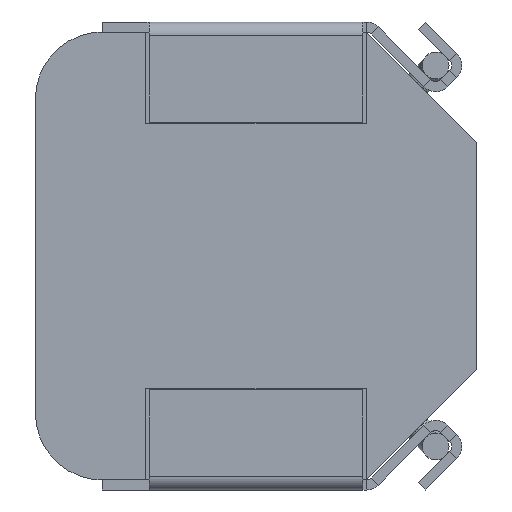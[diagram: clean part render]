
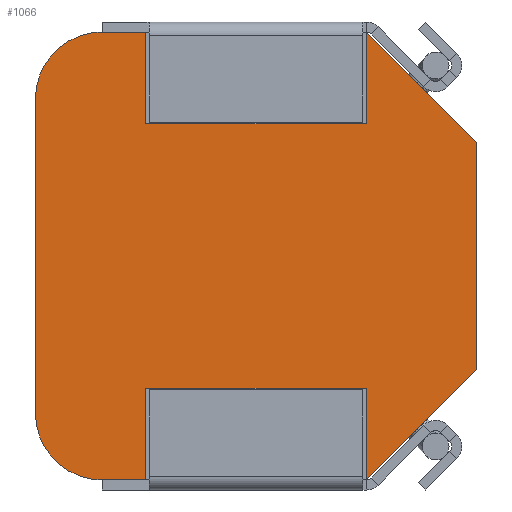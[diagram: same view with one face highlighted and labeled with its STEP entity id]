
A CAD part, front view. The second image highlights one B-rep face of the part: STEP entity #1066.
In plain terms, the highlighted planar face has unit normal (0, -1, 0).
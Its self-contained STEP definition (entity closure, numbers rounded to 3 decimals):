
#45 = VERTEX_POINT ( 'NONE', #1682 ) ;
#82 = ORIENTED_EDGE ( 'NONE', *, *, #339, .F. ) ;
#144 = VECTOR ( 'NONE', #1120, 1000. ) ;
#176 = EDGE_CURVE ( 'NONE', #2437, #754, #1583, .T. ) ;
#208 = VECTOR ( 'NONE', #2549, 1000. ) ;
#224 = ORIENTED_EDGE ( 'NONE', *, *, #1136, .T. ) ;
#236 = ORIENTED_EDGE ( 'NONE', *, *, #3551, .T. ) ;
#260 = LINE ( 'NONE', #3636, #3481 ) ;
#339 = EDGE_CURVE ( 'NONE', #3767, #45, #3287, .T. ) ;
#352 = DIRECTION ( 'NONE',  ( -0.707, 0., 0.707 ) ) ;
#402 = CARTESIAN_POINT ( 'NONE',  ( -1.65, 0.05, -3.35 ) ) ;
#405 = VECTOR ( 'NONE', #352, 1000. ) ;
#447 = EDGE_CURVE ( 'NONE', #901, #3457, #1578, .T. ) ;
#484 = CARTESIAN_POINT ( 'NONE',  ( 0., 0.05, 0. ) ) ;
#514 = ORIENTED_EDGE ( 'NONE', *, *, #447, .F. ) ;
#582 = CARTESIAN_POINT ( 'NONE',  ( -1.65, 0.05, -1.979 ) ) ;
#637 = EDGE_CURVE ( 'NONE', #2673, #1337, #260, .T. ) ;
#735 = LINE ( 'NONE', #2234, #405 ) ;
#742 = EDGE_CURVE ( 'NONE', #754, #2302, #3716, .T. ) ;
#754 = VERTEX_POINT ( 'NONE', #2863 ) ;
#773 = CARTESIAN_POINT ( 'NONE',  ( 3.3, 0.05, -1.7 ) ) ;
#780 = EDGE_CURVE ( 'NONE', #2673, #3125, #735, .T. ) ;
#785 = CARTESIAN_POINT ( 'NONE',  ( -3.3, 0.05, -3.35 ) ) ;
#794 = VECTOR ( 'NONE', #2825, 1000. ) ;
#806 = CARTESIAN_POINT ( 'NONE',  ( 1.65, 0.05, 1.979 ) ) ;
#826 = DIRECTION ( 'NONE',  ( 0.707, 0., 0.707 ) ) ;
#899 = VECTOR ( 'NONE', #3880, 1000. ) ;
#901 = VERTEX_POINT ( 'NONE', #1347 ) ;
#919 = CARTESIAN_POINT ( 'NONE',  ( -3.3, 0.05, 2.35 ) ) ;
#1065 = DIRECTION ( 'NONE',  ( 0., 0., 1. ) ) ;
#1066 = ADVANCED_FACE ( 'NONE', ( #1984 ), #3909, .F. ) ;
#1091 = ORIENTED_EDGE ( 'NONE', *, *, #3499, .F. ) ;
#1120 = DIRECTION ( 'NONE',  ( 0., 0., 1. ) ) ;
#1136 = EDGE_CURVE ( 'NONE', #2437, #1337, #3987, .T. ) ;
#1165 = CIRCLE ( 'NONE', #2368, 1. ) ;
#1166 = CARTESIAN_POINT ( 'NONE',  ( -2.3, 0.05, -2.35 ) ) ;
#1168 = DIRECTION ( 'NONE',  ( 0., 0., -1. ) ) ;
#1225 = DIRECTION ( 'NONE',  ( 0., 0., -1. ) ) ;
#1266 = DIRECTION ( 'NONE',  ( 0., 0., 1. ) ) ;
#1286 = ORIENTED_EDGE ( 'NONE', *, *, #3519, .F. ) ;
#1337 = VERTEX_POINT ( 'NONE', #773 ) ;
#1347 = CARTESIAN_POINT ( 'NONE',  ( -3.3, 0.05, -2.35 ) ) ;
#1390 = LINE ( 'NONE', #3100, #2820 ) ;
#1416 = LINE ( 'NONE', #1883, #2713 ) ;
#1457 = DIRECTION ( 'NONE',  ( 0., -1., 0. ) ) ;
#1530 = VECTOR ( 'NONE', #1065, 1000. ) ;
#1578 = LINE ( 'NONE', #785, #1530 ) ;
#1583 = LINE ( 'NONE', #3175, #794 ) ;
#1594 = CARTESIAN_POINT ( 'NONE',  ( 1.65, 0.05, 3.35 ) ) ;
#1636 = DIRECTION ( 'NONE',  ( 1., 0., 0. ) ) ;
#1670 = VECTOR ( 'NONE', #826, 1000. ) ;
#1682 = CARTESIAN_POINT ( 'NONE',  ( -1.65, 0.05, 3.35 ) ) ;
#1694 = LINE ( 'NONE', #2671, #899 ) ;
#1730 = CARTESIAN_POINT ( 'NONE',  ( -2.3, 0.05, -3.35 ) ) ;
#1859 = ORIENTED_EDGE ( 'NONE', *, *, #742, .F. ) ;
#1883 = CARTESIAN_POINT ( 'NONE',  ( -1.65, 0.05, -1.979 ) ) ;
#1898 = CARTESIAN_POINT ( 'NONE',  ( -3.3, 0.05, -3.35 ) ) ;
#1906 = VERTEX_POINT ( 'NONE', #2969 ) ;
#1943 = CARTESIAN_POINT ( 'NONE',  ( 1.65, 0.05, -1.979 ) ) ;
#1984 = FACE_OUTER_BOUND ( 'NONE', #2545, .T. ) ;
#2105 = DIRECTION ( 'NONE',  ( 0., 0., 1. ) ) ;
#2121 = VECTOR ( 'NONE', #3132, 1000. ) ;
#2156 = ORIENTED_EDGE ( 'NONE', *, *, #176, .F. ) ;
#2159 = EDGE_CURVE ( 'NONE', #901, #2879, #1165, .T. ) ;
#2207 = CARTESIAN_POINT ( 'NONE',  ( -1.65, 0.05, 1.979 ) ) ;
#2214 = CARTESIAN_POINT ( 'NONE',  ( 1.65, 0.05, -3.35 ) ) ;
#2234 = CARTESIAN_POINT ( 'NONE',  ( 2.5, 0.05, 2.5 ) ) ;
#2260 = ORIENTED_EDGE ( 'NONE', *, *, #3314, .F. ) ;
#2302 = VERTEX_POINT ( 'NONE', #582 ) ;
#2363 = CIRCLE ( 'NONE', #3231, 1. ) ;
#2368 = AXIS2_PLACEMENT_3D ( 'NONE', #1166, #1457, #2105 ) ;
#2437 = VERTEX_POINT ( 'NONE', #2214 ) ;
#2461 = LINE ( 'NONE', #806, #144 ) ;
#2476 = CARTESIAN_POINT ( 'NONE',  ( -2.3, 0.05, 2.35 ) ) ;
#2542 = VERTEX_POINT ( 'NONE', #402 ) ;
#2545 = EDGE_LOOP ( 'NONE', ( #514, #3876, #2685, #1286, #1859, #2156, #224, #3235, #3961, #3854, #2260, #1091, #82, #236 ) ) ;
#2549 = DIRECTION ( 'NONE',  ( -1., 0., 0. ) ) ;
#2619 = VECTOR ( 'NONE', #1636, 1000. ) ;
#2663 = DIRECTION ( 'NONE',  ( 0., 1., 0. ) ) ;
#2671 = CARTESIAN_POINT ( 'NONE',  ( 1.65, 0.05, 1.979 ) ) ;
#2673 = VERTEX_POINT ( 'NONE', #3054 ) ;
#2685 = ORIENTED_EDGE ( 'NONE', *, *, #3146, .F. ) ;
#2713 = VECTOR ( 'NONE', #1225, 1000. ) ;
#2820 = VECTOR ( 'NONE', #3731, 1000. ) ;
#2825 = DIRECTION ( 'NONE',  ( 0., 0., 1. ) ) ;
#2863 = CARTESIAN_POINT ( 'NONE',  ( 1.65, 0.05, -1.979 ) ) ;
#2879 = VERTEX_POINT ( 'NONE', #1730 ) ;
#2969 = CARTESIAN_POINT ( 'NONE',  ( 1.65, 0.05, 1.979 ) ) ;
#3054 = CARTESIAN_POINT ( 'NONE',  ( 3.3, 0.05, 1.7 ) ) ;
#3100 = CARTESIAN_POINT ( 'NONE',  ( -1.65, 0.05, 1.979 ) ) ;
#3125 = VERTEX_POINT ( 'NONE', #1594 ) ;
#3132 = DIRECTION ( 'NONE',  ( -1., 0., 0. ) ) ;
#3146 = EDGE_CURVE ( 'NONE', #2542, #2879, #3701, .T. ) ;
#3175 = CARTESIAN_POINT ( 'NONE',  ( 1.65, 0.05, -1.979 ) ) ;
#3195 = CARTESIAN_POINT ( 'NONE',  ( -3.3, 0.05, 3.35 ) ) ;
#3231 = AXIS2_PLACEMENT_3D ( 'NONE', #2476, #4008, #1266 ) ;
#3235 = ORIENTED_EDGE ( 'NONE', *, *, #637, .F. ) ;
#3286 = CARTESIAN_POINT ( 'NONE',  ( -2.3, 0.05, 3.35 ) ) ;
#3287 = LINE ( 'NONE', #3195, #2619 ) ;
#3314 = EDGE_CURVE ( 'NONE', #3533, #1906, #1694, .T. ) ;
#3457 = VERTEX_POINT ( 'NONE', #919 ) ;
#3481 = VECTOR ( 'NONE', #1168, 1000. ) ;
#3499 = EDGE_CURVE ( 'NONE', #45, #3533, #1390, .T. ) ;
#3500 = AXIS2_PLACEMENT_3D ( 'NONE', #484, #2663, #3874 ) ;
#3519 = EDGE_CURVE ( 'NONE', #2302, #2542, #1416, .T. ) ;
#3533 = VERTEX_POINT ( 'NONE', #2207 ) ;
#3551 = EDGE_CURVE ( 'NONE', #3767, #3457, #2363, .T. ) ;
#3573 = EDGE_CURVE ( 'NONE', #1906, #3125, #2461, .T. ) ;
#3636 = CARTESIAN_POINT ( 'NONE',  ( 3.3, 0.05, -3.35 ) ) ;
#3701 = LINE ( 'NONE', #1898, #2121 ) ;
#3716 = LINE ( 'NONE', #1943, #208 ) ;
#3731 = DIRECTION ( 'NONE',  ( 0., 0., -1. ) ) ;
#3767 = VERTEX_POINT ( 'NONE', #3286 ) ;
#3854 = ORIENTED_EDGE ( 'NONE', *, *, #3573, .F. ) ;
#3874 = DIRECTION ( 'NONE',  ( 0., 0., 1. ) ) ;
#3876 = ORIENTED_EDGE ( 'NONE', *, *, #2159, .T. ) ;
#3880 = DIRECTION ( 'NONE',  ( 1., 0., 0. ) ) ;
#3909 = PLANE ( 'NONE',  #3500 ) ;
#3961 = ORIENTED_EDGE ( 'NONE', *, *, #780, .T. ) ;
#3980 = CARTESIAN_POINT ( 'NONE',  ( 2.5, 0.05, -2.5 ) ) ;
#3987 = LINE ( 'NONE', #3980, #1670 ) ;
#4008 = DIRECTION ( 'NONE',  ( 0., -1., 0. ) ) ;
